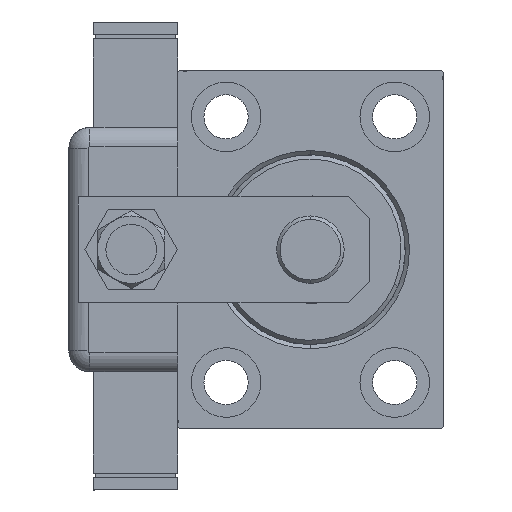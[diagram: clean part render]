
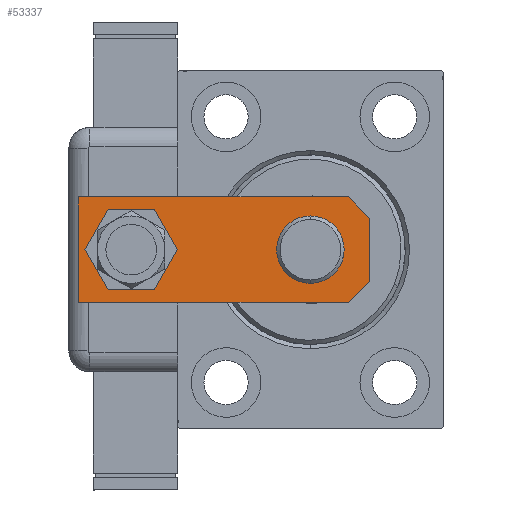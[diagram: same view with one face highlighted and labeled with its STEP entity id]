
A CAD part, left-side view. The second image highlights one B-rep face of the part: STEP entity #53337.
In plain terms, the highlighted face is planar.
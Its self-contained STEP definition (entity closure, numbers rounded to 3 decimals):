
#729 = CARTESIAN_POINT ( 'NONE',  ( 0., 13., 0. ) ) ;
#1605 = DIRECTION ( 'NONE',  ( 0., 0., 1. ) ) ;
#1894 = CARTESIAN_POINT ( 'NONE',  ( 0., 56.5, 0. ) ) ;
#1945 = CIRCLE ( 'NONE', #35843, 7. ) ;
#3040 = LINE ( 'NONE', #21523, #29063 ) ;
#3358 = AXIS2_PLACEMENT_3D ( 'NONE', #1894, #1605, #15561 ) ;
#4769 = CARTESIAN_POINT ( 'NONE',  ( -12.5, 69., 0. ) ) ;
#4862 = EDGE_CURVE ( 'NONE', #38698, #23703, #40500, .T. ) ;
#5673 = DIRECTION ( 'NONE',  ( 0., -1., 0. ) ) ;
#5984 = ORIENTED_EDGE ( 'NONE', *, *, #29464, .F. ) ;
#7364 = DIRECTION ( 'NONE',  ( 0., 0., 1. ) ) ;
#7859 = ORIENTED_EDGE ( 'NONE', *, *, #46167, .F. ) ;
#8038 = LINE ( 'NONE', #16544, #54766 ) ;
#8133 = CARTESIAN_POINT ( 'NONE',  ( -7.5, 0., 0. ) ) ;
#9020 = LINE ( 'NONE', #8133, #23274 ) ;
#11852 = PLANE ( 'NONE',  #28710 ) ;
#11891 = CARTESIAN_POINT ( 'NONE',  ( 12.5, 69., 0. ) ) ;
#12941 = CARTESIAN_POINT ( 'NONE',  ( -12.5, 0., 0. ) ) ;
#14131 = CARTESIAN_POINT ( 'NONE',  ( 12.5, 5., 0. ) ) ;
#15286 = DIRECTION ( 'NONE',  ( 0., 0., 1. ) ) ;
#15561 = DIRECTION ( 'NONE',  ( 1., 0., 0. ) ) ;
#16099 = FACE_BOUND ( 'NONE', #39287, .T. ) ;
#16544 = CARTESIAN_POINT ( 'NONE',  ( 12.5, 69., 0. ) ) ;
#18158 = CARTESIAN_POINT ( 'NONE',  ( -7., 13., 0. ) ) ;
#18456 = EDGE_CURVE ( 'NONE', #32576, #43825, #55132, .T. ) ;
#18503 = CARTESIAN_POINT ( 'NONE',  ( 7.5, 0., 0. ) ) ;
#18659 = DIRECTION ( 'NONE',  ( -0.707, -0.707, 0. ) ) ;
#19252 = LINE ( 'NONE', #14131, #41780 ) ;
#19319 = LINE ( 'NONE', #4769, #31448 ) ;
#20617 = DIRECTION ( 'NONE',  ( 1., 0., 0. ) ) ;
#21005 = DIRECTION ( 'NONE',  ( 1., 0., 0. ) ) ;
#21207 = EDGE_CURVE ( 'NONE', #38698, #35987, #9020, .T. ) ;
#21220 = DIRECTION ( 'NONE',  ( 0., 1., 0. ) ) ;
#21523 = CARTESIAN_POINT ( 'NONE',  ( 12.5, 0., 0. ) ) ;
#22493 = ORIENTED_EDGE ( 'NONE', *, *, #49710, .F. ) ;
#23233 = ORIENTED_EDGE ( 'NONE', *, *, #18456, .T. ) ;
#23274 = VECTOR ( 'NONE', #32050, 1000. ) ;
#23703 = VERTEX_POINT ( 'NONE', #18503 ) ;
#24276 = EDGE_CURVE ( 'NONE', #44246, #23703, #19252, .T. ) ;
#26152 = CARTESIAN_POINT ( 'NONE',  ( 0., 56.5, 0. ) ) ;
#28710 = AXIS2_PLACEMENT_3D ( 'NONE', #39114, #43372, #20617 ) ;
#29063 = VECTOR ( 'NONE', #21220, 1000. ) ;
#29100 = CARTESIAN_POINT ( 'NONE',  ( 7., 56.5, 0. ) ) ;
#29417 = FACE_BOUND ( 'NONE', #44291, .T. ) ;
#29464 = EDGE_CURVE ( 'NONE', #44246, #46578, #3040, .T. ) ;
#29718 = FACE_OUTER_BOUND ( 'NONE', #37022, .T. ) ;
#29957 = EDGE_CURVE ( 'NONE', #43825, #32576, #1945, .T. ) ;
#31448 = VECTOR ( 'NONE', #5673, 1000. ) ;
#32050 = DIRECTION ( 'NONE',  ( -0.707, 0.707, 0. ) ) ;
#32576 = VERTEX_POINT ( 'NONE', #51489 ) ;
#32732 = DIRECTION ( 'NONE',  ( 0., 0., 1. ) ) ;
#33179 = CARTESIAN_POINT ( 'NONE',  ( 12.5, 5., 0. ) ) ;
#33756 = DIRECTION ( 'NONE',  ( 1., 0., 0. ) ) ;
#34792 = ORIENTED_EDGE ( 'NONE', *, *, #53941, .T. ) ;
#35843 = AXIS2_PLACEMENT_3D ( 'NONE', #729, #15286, #33756 ) ;
#35987 = VERTEX_POINT ( 'NONE', #51830 ) ;
#36694 = DIRECTION ( 'NONE',  ( 1., 0., 0. ) ) ;
#37022 = EDGE_LOOP ( 'NONE', ( #56148, #48061, #7859, #22493, #5984, #53838 ) ) ;
#37458 = CARTESIAN_POINT ( 'NONE',  ( -12.5, 69., 0. ) ) ;
#38247 = CIRCLE ( 'NONE', #3358, 7. ) ;
#38698 = VERTEX_POINT ( 'NONE', #51279 ) ;
#39114 = CARTESIAN_POINT ( 'NONE',  ( 0., 0., 0. ) ) ;
#39287 = EDGE_LOOP ( 'NONE', ( #40303, #23233 ) ) ;
#39362 = AXIS2_PLACEMENT_3D ( 'NONE', #26152, #7364, #21005 ) ;
#39875 = DIRECTION ( 'NONE',  ( -1., 0., 0. ) ) ;
#40303 = ORIENTED_EDGE ( 'NONE', *, *, #29957, .T. ) ;
#40500 = LINE ( 'NONE', #12941, #42184 ) ;
#41780 = VECTOR ( 'NONE', #18659, 1000. ) ;
#42137 = CARTESIAN_POINT ( 'NONE',  ( 0., 13., 0. ) ) ;
#42184 = VECTOR ( 'NONE', #49924, 1000. ) ;
#43372 = DIRECTION ( 'NONE',  ( 0., 0., 1. ) ) ;
#43683 = VERTEX_POINT ( 'NONE', #29100 ) ;
#43825 = VERTEX_POINT ( 'NONE', #18158 ) ;
#44246 = VERTEX_POINT ( 'NONE', #33179 ) ;
#44291 = EDGE_LOOP ( 'NONE', ( #50106, #34792 ) ) ;
#46167 = EDGE_CURVE ( 'NONE', #51082, #35987, #19319, .T. ) ;
#46578 = VERTEX_POINT ( 'NONE', #11891 ) ;
#48061 = ORIENTED_EDGE ( 'NONE', *, *, #21207, .T. ) ;
#48676 = VERTEX_POINT ( 'NONE', #54199 ) ;
#49164 = EDGE_CURVE ( 'NONE', #48676, #43683, #38247, .T. ) ;
#49710 = EDGE_CURVE ( 'NONE', #46578, #51082, #8038, .T. ) ;
#49924 = DIRECTION ( 'NONE',  ( 1., 0., 0. ) ) ;
#50031 = CIRCLE ( 'NONE', #39362, 7. ) ;
#50106 = ORIENTED_EDGE ( 'NONE', *, *, #49164, .T. ) ;
#51082 = VERTEX_POINT ( 'NONE', #37458 ) ;
#51279 = CARTESIAN_POINT ( 'NONE',  ( -7.5, 0., 0. ) ) ;
#51489 = CARTESIAN_POINT ( 'NONE',  ( 7., 13., 0. ) ) ;
#51830 = CARTESIAN_POINT ( 'NONE',  ( -12.5, 5., 0. ) ) ;
#53337 = ADVANCED_FACE ( 'NONE', ( #29718, #29417, #16099 ), #11852, .F. ) ;
#53838 = ORIENTED_EDGE ( 'NONE', *, *, #24276, .T. ) ;
#53941 = EDGE_CURVE ( 'NONE', #43683, #48676, #50031, .T. ) ;
#54199 = CARTESIAN_POINT ( 'NONE',  ( -7., 56.5, 0. ) ) ;
#54766 = VECTOR ( 'NONE', #39875, 1000. ) ;
#55132 = CIRCLE ( 'NONE', #56132, 7. ) ;
#56132 = AXIS2_PLACEMENT_3D ( 'NONE', #42137, #32732, #36694 ) ;
#56148 = ORIENTED_EDGE ( 'NONE', *, *, #4862, .F. ) ;
